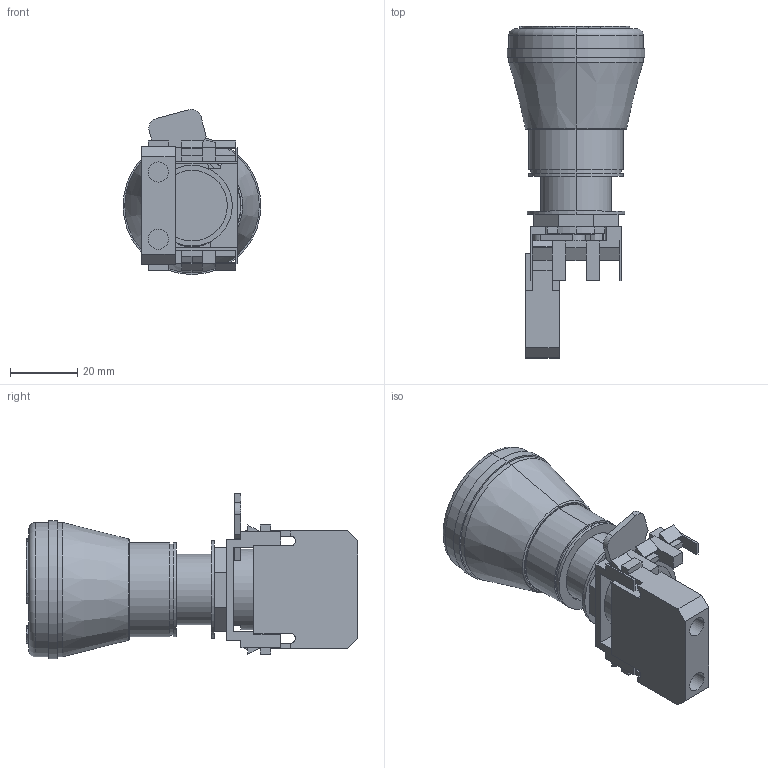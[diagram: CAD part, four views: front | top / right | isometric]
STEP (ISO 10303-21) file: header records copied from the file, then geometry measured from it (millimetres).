
FILE_DESCRIPTION (( 'STEP AP214' ), '1' );
FILE_NAME ('E22LTA2QB.step', '2018-07-05T19:25:47', ( '' ), ( '' ), 'SwSTEP 2.0', 'SolidWorks 2017', '' );
FILE_SCHEMA (( 'AUTOMOTIVE_DESIGN' ));
Length unit declared in the file: millimetre
Products named in the file (1): E22LTA2QB
Bounding box: 41 x 98.75 x 49.13 mm (x, y, z)
Volume: 54364 mm3; surface area: 21555.4 mm2
Topology: 7 solids, 7 shells, 246 faces, 674 edges, 434 vertices
Faces by surface type: plane 192, cylinder 48, torus 4, cone 2
Entity records: 7865 total; most frequent: CARTESIAN_POINT 1355, ORIENTED_EDGE 1348, DIRECTION 1290, EDGE_CURVE 674, LINE 552, VECTOR 552, VERTEX_POINT 434, AXIS2_PLACEMENT_3D 369
